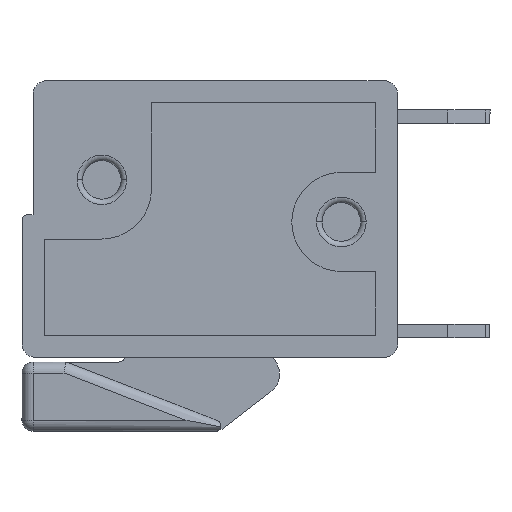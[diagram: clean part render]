
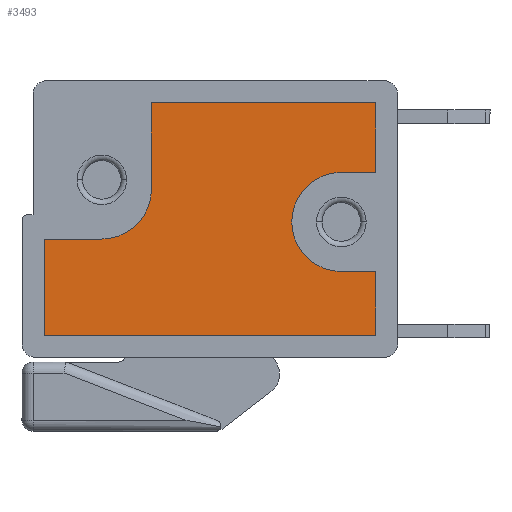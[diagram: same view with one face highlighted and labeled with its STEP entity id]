
A CAD part, left-side view. The second image highlights one B-rep face of the part: STEP entity #3493.
In plain terms, the highlighted face is planar.
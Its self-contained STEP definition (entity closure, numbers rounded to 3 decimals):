
#233 = DIRECTION ( 'NONE',  ( -1., 0., 0. ) ) ;
#237 = DIRECTION ( 'NONE',  ( -1., 0., 0. ) ) ;
#280 = CARTESIAN_POINT ( 'NONE',  ( 4.775, 0.105, -5.02 ) ) ;
#445 = VECTOR ( 'NONE', #5070, 1000. ) ;
#480 = VERTEX_POINT ( 'NONE', #6883 ) ;
#493 = VECTOR ( 'NONE', #233, 1000. ) ;
#663 = VERTEX_POINT ( 'NONE', #2650 ) ;
#824 = DIRECTION ( 'NONE',  ( 0., 0., -1. ) ) ;
#956 = CARTESIAN_POINT ( 'NONE',  ( 4.775, -1.695, -5.02 ) ) ;
#1173 = CARTESIAN_POINT ( 'NONE',  ( -2.125, -4.225, -5.02 ) ) ;
#1338 = LINE ( 'NONE', #3880, #3474 ) ;
#1394 = AXIS2_PLACEMENT_3D ( 'NONE', #7238, #1545, #4089 ) ;
#1452 = FACE_OUTER_BOUND ( 'NONE', #4449, .T. ) ;
#1535 = VERTEX_POINT ( 'NONE', #1173 ) ;
#1545 = DIRECTION ( 'NONE',  ( 0., 0., 1. ) ) ;
#1801 = VERTEX_POINT ( 'NONE', #7947 ) ;
#2089 = EDGE_CURVE ( 'NONE', #4798, #5548, #3408, .T. ) ;
#2333 = VECTOR ( 'NONE', #3512, 1000. ) ;
#2463 = CARTESIAN_POINT ( 'NONE',  ( 6.025, 4.225, -5.02 ) ) ;
#2511 = EDGE_CURVE ( 'NONE', #1535, #7669, #2774, .T. ) ;
#2523 = CARTESIAN_POINT ( 'NONE',  ( 6.025, -1.695, -5.02 ) ) ;
#2650 = CARTESIAN_POINT ( 'NONE',  ( 4.775, -1.695, -5.02 ) ) ;
#2683 = ORIENTED_EDGE ( 'NONE', *, *, #3644, .T. ) ;
#2712 = CIRCLE ( 'NONE', #1394, 1.8 ) ;
#2722 = ORIENTED_EDGE ( 'NONE', *, *, #7951, .T. ) ;
#2774 = LINE ( 'NONE', #5312, #8149 ) ;
#2825 = DIRECTION ( 'NONE',  ( 0., 0., 1. ) ) ;
#2921 = LINE ( 'NONE', #5451, #7735 ) ;
#3015 = CARTESIAN_POINT ( 'NONE',  ( -3.925, -1.075, -5.02 ) ) ;
#3156 = LINE ( 'NONE', #5680, #6151 ) ;
#3363 = VERTEX_POINT ( 'NONE', #4365 ) ;
#3367 = DIRECTION ( 'NONE',  ( -1., 0., 0. ) ) ;
#3404 = LINE ( 'NONE', #5930, #493 ) ;
#3408 = LINE ( 'NONE', #5935, #7720 ) ;
#3416 = EDGE_CURVE ( 'NONE', #480, #5183, #3156, .T. ) ;
#3474 = VECTOR ( 'NONE', #6405, 1000. ) ;
#3485 = CIRCLE ( 'NONE', #8130, 1.8 ) ;
#3493 = ADVANCED_FACE ( 'NONE', ( #1452 ), #3997, .T. ) ;
#3512 = DIRECTION ( 'NONE',  ( 1., 0., 0. ) ) ;
#3563 = VERTEX_POINT ( 'NONE', #6706 ) ;
#3644 = EDGE_CURVE ( 'NONE', #7669, #4798, #5482, .T. ) ;
#3705 = EDGE_CURVE ( 'NONE', #1801, #480, #8163, .T. ) ;
#3880 = CARTESIAN_POINT ( 'NONE',  ( -6.025, 0.725, -5.02 ) ) ;
#3890 = CARTESIAN_POINT ( 'NONE',  ( 6.025, -4.225, -5.02 ) ) ;
#3894 = VERTEX_POINT ( 'NONE', #4638 ) ;
#3997 = PLANE ( 'NONE',  #5904 ) ;
#4006 = ORIENTED_EDGE ( 'NONE', *, *, #7352, .T. ) ;
#4089 = DIRECTION ( 'NONE',  ( -1., 0., 0. ) ) ;
#4365 = CARTESIAN_POINT ( 'NONE',  ( 6.025, -1.695, -5.02 ) ) ;
#4378 = EDGE_CURVE ( 'NONE', #3894, #663, #2712, .T. ) ;
#4449 = EDGE_LOOP ( 'NONE', ( #2683, #7818, #5906, #4006, #5960, #7859, #5407, #5509, #6659, #2722, #6736, #6146 ) ) ;
#4638 = CARTESIAN_POINT ( 'NONE',  ( 2.975, 0.105, -5.02 ) ) ;
#4798 = VERTEX_POINT ( 'NONE', #6635 ) ;
#5008 = DIRECTION ( 'NONE',  ( 0., -1., 0. ) ) ;
#5070 = DIRECTION ( 'NONE',  ( 0., -1., 0. ) ) ;
#5073 = EDGE_CURVE ( 'NONE', #5406, #1535, #3404, .T. ) ;
#5104 = VECTOR ( 'NONE', #5008, 1000. ) ;
#5183 = VERTEX_POINT ( 'NONE', #6047 ) ;
#5312 = CARTESIAN_POINT ( 'NONE',  ( -2.125, -4.225, -5.02 ) ) ;
#5363 = AXIS2_PLACEMENT_3D ( 'NONE', #3015, #5541, #8085 ) ;
#5364 = DIRECTION ( 'NONE',  ( -1., 0., 0. ) ) ;
#5406 = VERTEX_POINT ( 'NONE', #3890 ) ;
#5407 = ORIENTED_EDGE ( 'NONE', *, *, #8174, .T. ) ;
#5451 = CARTESIAN_POINT ( 'NONE',  ( -6.025, 4.225, -5.02 ) ) ;
#5482 = CIRCLE ( 'NONE', #5363, 1.8 ) ;
#5509 = ORIENTED_EDGE ( 'NONE', *, *, #4378, .T. ) ;
#5541 = DIRECTION ( 'NONE',  ( 0., 0., 1. ) ) ;
#5542 = EDGE_CURVE ( 'NONE', #663, #3363, #6656, .T. ) ;
#5548 = VERTEX_POINT ( 'NONE', #7953 ) ;
#5680 = CARTESIAN_POINT ( 'NONE',  ( 6.025, 1.905, -5.02 ) ) ;
#5819 = EDGE_CURVE ( 'NONE', #5548, #3563, #1338, .T. ) ;
#5904 = AXIS2_PLACEMENT_3D ( 'NONE', #6512, #824, #3367 ) ;
#5906 = ORIENTED_EDGE ( 'NONE', *, *, #5819, .T. ) ;
#5910 = CARTESIAN_POINT ( 'NONE',  ( -2.125, -1.075, -5.02 ) ) ;
#5930 = CARTESIAN_POINT ( 'NONE',  ( 6.025, -4.225, -5.02 ) ) ;
#5935 = CARTESIAN_POINT ( 'NONE',  ( -3.925, 0.725, -5.02 ) ) ;
#5960 = ORIENTED_EDGE ( 'NONE', *, *, #3705, .T. ) ;
#6047 = CARTESIAN_POINT ( 'NONE',  ( 4.775, 1.905, -5.02 ) ) ;
#6146 = ORIENTED_EDGE ( 'NONE', *, *, #2511, .T. ) ;
#6151 = VECTOR ( 'NONE', #8221, 1000. ) ;
#6405 = DIRECTION ( 'NONE',  ( 0., 1., 0. ) ) ;
#6512 = CARTESIAN_POINT ( 'NONE',  ( -3.925, -1.075, -5.02 ) ) ;
#6635 = CARTESIAN_POINT ( 'NONE',  ( -3.925, 0.725, -5.02 ) ) ;
#6656 = LINE ( 'NONE', #956, #2333 ) ;
#6659 = ORIENTED_EDGE ( 'NONE', *, *, #5542, .T. ) ;
#6706 = CARTESIAN_POINT ( 'NONE',  ( -6.025, 4.225, -5.02 ) ) ;
#6736 = ORIENTED_EDGE ( 'NONE', *, *, #5073, .T. ) ;
#6883 = CARTESIAN_POINT ( 'NONE',  ( 6.025, 1.905, -5.02 ) ) ;
#7238 = CARTESIAN_POINT ( 'NONE',  ( 4.775, 0.105, -5.02 ) ) ;
#7352 = EDGE_CURVE ( 'NONE', #3563, #1801, #2921, .T. ) ;
#7669 = VERTEX_POINT ( 'NONE', #5910 ) ;
#7720 = VECTOR ( 'NONE', #237, 1000. ) ;
#7735 = VECTOR ( 'NONE', #7992, 1000. ) ;
#7818 = ORIENTED_EDGE ( 'NONE', *, *, #2089, .T. ) ;
#7837 = DIRECTION ( 'NONE',  ( 0., 1., 0. ) ) ;
#7859 = ORIENTED_EDGE ( 'NONE', *, *, #3416, .T. ) ;
#7947 = CARTESIAN_POINT ( 'NONE',  ( 6.025, 4.225, -5.02 ) ) ;
#7951 = EDGE_CURVE ( 'NONE', #3363, #5406, #8226, .T. ) ;
#7953 = CARTESIAN_POINT ( 'NONE',  ( -6.025, 0.725, -5.02 ) ) ;
#7992 = DIRECTION ( 'NONE',  ( 1., 0., 0. ) ) ;
#8085 = DIRECTION ( 'NONE',  ( -1., 0., 0. ) ) ;
#8130 = AXIS2_PLACEMENT_3D ( 'NONE', #280, #2825, #5364 ) ;
#8149 = VECTOR ( 'NONE', #7837, 1000. ) ;
#8163 = LINE ( 'NONE', #2463, #5104 ) ;
#8174 = EDGE_CURVE ( 'NONE', #5183, #3894, #3485, .T. ) ;
#8221 = DIRECTION ( 'NONE',  ( -1., 0., 0. ) ) ;
#8226 = LINE ( 'NONE', #2523, #445 ) ;
